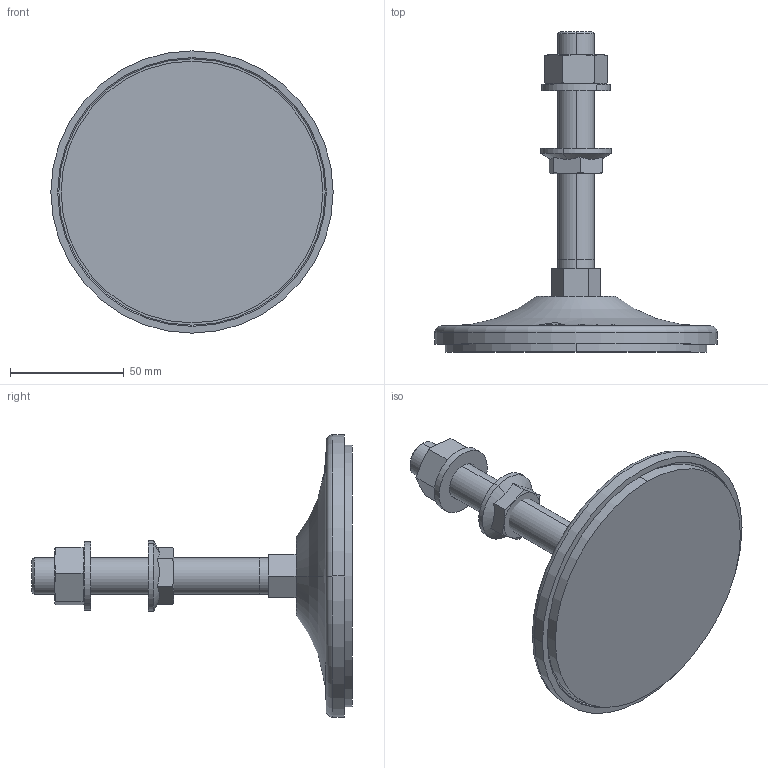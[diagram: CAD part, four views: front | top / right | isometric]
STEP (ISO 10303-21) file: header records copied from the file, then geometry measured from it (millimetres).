
FILE_DESCRIPTION (( 'STEP AP214' ), '1' );
FILE_NAME ('PRG 125_05_M16x100.step', '2013-05-03T05:52:29', ( '' ), ( '' ), 'SwSTEP 2.0', 'SolidWorks 2012', '' );
FILE_SCHEMA (( 'AUTOMOTIVE_DESIGN' ));
Length unit declared in the file: millimetre
Products named in the file (5): T 000046_M16 Sperrzahnmutter; T 000046_M16 (0.8d) verzinkt; T 000032_M16 (DIN 125A) verzinkt; SE 000379_PRG 125_05_M16x100; PRG 125_05_M16x100
Assembly tree (4 placements, depth 2):
  PRG 125_05_M16x100
    SE 000379_PRG 125_05_M16x100
    T 000032_M16 (DIN 125A) verzinkt
    T 000046_M16 (0.8d) verzinkt
    T 000046_M16 Sperrzahnmutter
Bounding box: 124 x 140.76 x 124 mm (x, y, z)
Volume: 204102.7 mm3; surface area: 42192.3 mm2
Topology: 4 solids, 4 shells, 358 faces, 979 edges, 644 vertices
Faces by surface type: plane 161, bspline 113, torus 40, cone 22, cylinder 20, sphere 2
Entity records: 20689 total; most frequent: CARTESIAN_POINT 9427, ORIENTED_EDGE 1958, DIRECTION 1056, EDGE_CURVE 979, VERTEX_POINT 644, B_SPLINE_CURVE_WITH_KNOTS 538, EDGE_LOOP 379, AXIS2_PLACEMENT_3D 363
